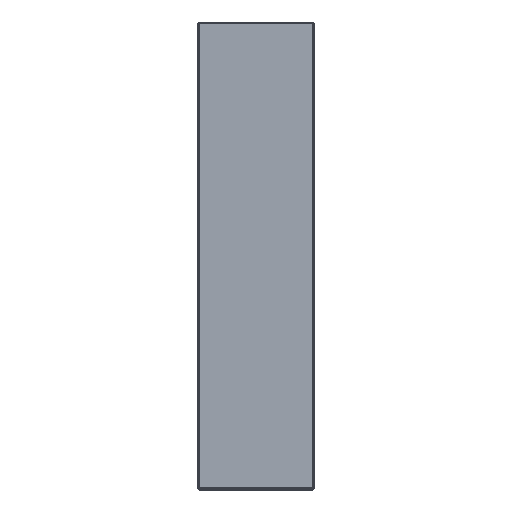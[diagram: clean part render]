
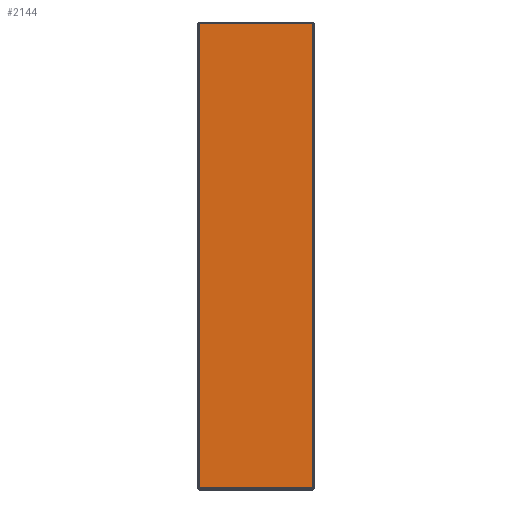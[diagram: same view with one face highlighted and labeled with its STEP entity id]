
A CAD part, front view. The second image highlights one B-rep face of the part: STEP entity #2144.
In plain terms, the highlighted face is planar.
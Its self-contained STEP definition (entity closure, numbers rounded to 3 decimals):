
#6 = CARTESIAN_POINT ( 'NONE',  ( -158., 993., 1. ) ) ;
#23 = LINE ( 'NONE', #6, #867 ) ;
#50 = DIRECTION ( 'NONE',  ( 1., 0., 0. ) ) ;
#52 = DIRECTION ( 'NONE',  ( 0., -1., 0. ) ) ;
#199 = CARTESIAN_POINT ( 'NONE',  ( -2., 993., 1. ) ) ;
#251 = VECTOR ( 'NONE', #486, 1000. ) ;
#346 = PLANE ( 'NONE',  #3188 ) ;
#486 = DIRECTION ( 'NONE',  ( 1., 0., 0. ) ) ;
#717 = VERTEX_POINT ( 'NONE', #3904 ) ;
#784 = LINE ( 'NONE', #1120, #3496 ) ;
#807 = ORIENTED_EDGE ( 'NONE', *, *, #3177, .T. ) ;
#838 = EDGE_CURVE ( 'NONE', #717, #2929, #2505, .T. ) ;
#867 = VECTOR ( 'NONE', #1551, 1000. ) ;
#1120 = CARTESIAN_POINT ( 'NONE',  ( -2., 993., 641.823 ) ) ;
#1230 = CARTESIAN_POINT ( 'NONE',  ( -2., 993., 641. ) ) ;
#1243 = VERTEX_POINT ( 'NONE', #1556 ) ;
#1551 = DIRECTION ( 'NONE',  ( 0., 0., 1. ) ) ;
#1556 = CARTESIAN_POINT ( 'NONE',  ( -158., 993., 641. ) ) ;
#1562 = CARTESIAN_POINT ( 'NONE',  ( 0., 993., 1. ) ) ;
#1769 = LINE ( 'NONE', #2936, #251 ) ;
#1947 = EDGE_CURVE ( 'NONE', #1243, #3777, #1769, .T. ) ;
#2111 = ORIENTED_EDGE ( 'NONE', *, *, #838, .F. ) ;
#2144 = ADVANCED_FACE ( 'NONE', ( #2797 ), #346, .F. ) ;
#2309 = ORIENTED_EDGE ( 'NONE', *, *, #3895, .T. ) ;
#2505 = LINE ( 'NONE', #1562, #2998 ) ;
#2540 = CARTESIAN_POINT ( 'NONE',  ( 0., 993., 0. ) ) ;
#2651 = ORIENTED_EDGE ( 'NONE', *, *, #1947, .T. ) ;
#2797 = FACE_OUTER_BOUND ( 'NONE', #3357, .T. ) ;
#2929 = VERTEX_POINT ( 'NONE', #199 ) ;
#2936 = CARTESIAN_POINT ( 'NONE',  ( -158.823, 993., 641. ) ) ;
#2998 = VECTOR ( 'NONE', #50, 1000. ) ;
#3091 = DIRECTION ( 'NONE',  ( 0., 0., -1. ) ) ;
#3177 = EDGE_CURVE ( 'NONE', #717, #1243, #23, .T. ) ;
#3188 = AXIS2_PLACEMENT_3D ( 'NONE', #2540, #52, #3091 ) ;
#3357 = EDGE_LOOP ( 'NONE', ( #807, #2651, #2309, #2111 ) ) ;
#3496 = VECTOR ( 'NONE', #3585, 1000. ) ;
#3585 = DIRECTION ( 'NONE',  ( 0., 0., -1. ) ) ;
#3777 = VERTEX_POINT ( 'NONE', #1230 ) ;
#3895 = EDGE_CURVE ( 'NONE', #3777, #2929, #784, .T. ) ;
#3904 = CARTESIAN_POINT ( 'NONE',  ( -158., 993., 1. ) ) ;
